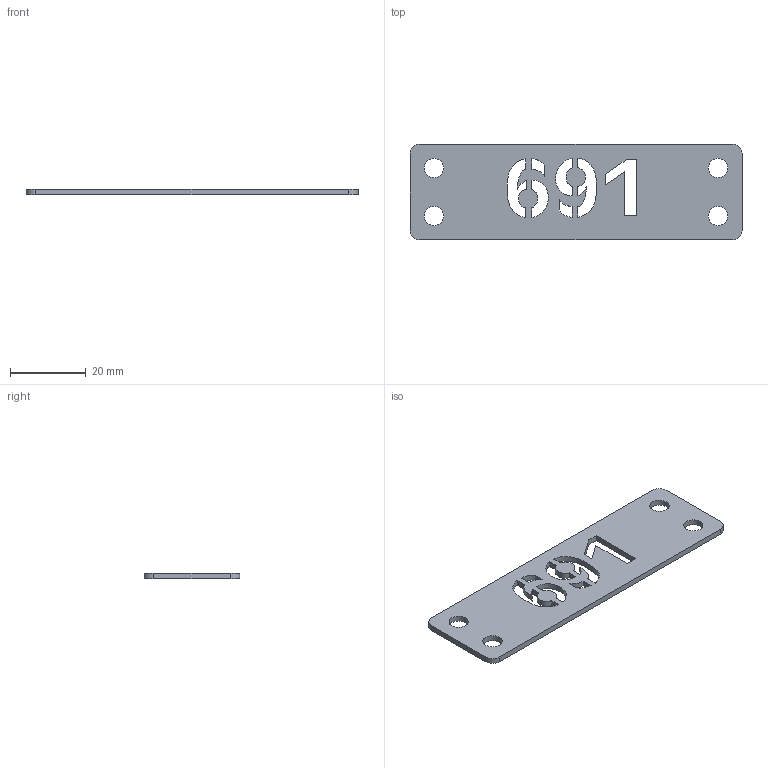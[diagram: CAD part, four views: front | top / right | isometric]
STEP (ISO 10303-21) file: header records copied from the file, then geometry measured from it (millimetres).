
FILE_DESCRIPTION (( 'STEP AP203' ), '1' );
FILE_NAME ('P-5 ModuleSupport.STEP', '2015-03-19T21:32:16', ( '' ), ( '' ), 'SwSTEP 2.0', 'SolidWorks 2014', '' );
FILE_SCHEMA (( 'CONFIG_CONTROL_DESIGN' ));
Length unit declared in the file: inch
Products named in the file (1): P-5 ModuleSupport
Bounding box: 87.95 x 25.4 x 1.59 mm (x, y, z)
Volume: 3031.7 mm3; surface area: 4618.4 mm2
Topology: 1 solids, 1 shells, 55 faces, 159 edges, 106 vertices
Faces by surface type: plane 27, bspline 16, cylinder 12
Entity records: 3280 total; most frequent: CARTESIAN_POINT 1793, ORIENTED_EDGE 318, DIRECTION 231, EDGE_CURVE 159, VERTEX_POINT 106, VECTOR 103, LINE 103, EDGE_LOOP 77
